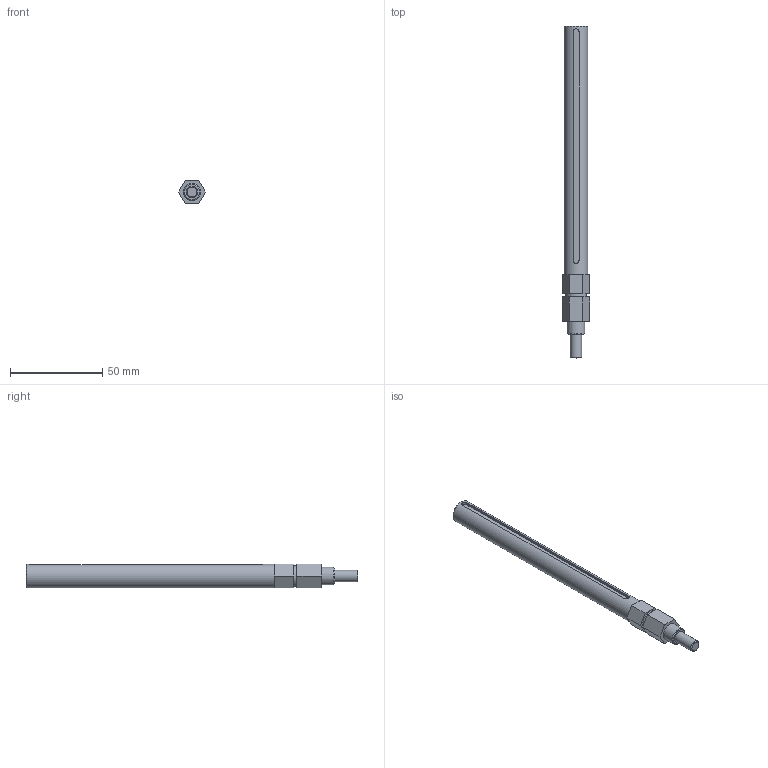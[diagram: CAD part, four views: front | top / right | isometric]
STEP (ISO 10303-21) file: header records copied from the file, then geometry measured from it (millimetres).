
FILE_DESCRIPTION( ( 'Unknown' ), '1' );
FILE_NAME( 'Toughbox_d28.stp', 'Unknown', ( 'Unknown' ), ( 'Unknown' ), 'XStep 1.0', 'Unknown', ' ' );
FILE_SCHEMA( ( 'CONFIG_CONTROL_DESIGN' ) );
Length unit declared in the file: millimetre
Products named in the file (1): 1
Bounding box: 14.66 x 179.83 x 12.7 mm (x, y, z)
Volume: 20399.6 mm3; surface area: 7870.8 mm2
Topology: 1 solids, 1 shells, 33 faces, 74 edges, 49 vertices
Faces by surface type: plane 22, cylinder 7, cone 4
Full cylindrical faces by diameter (mm): 4.976 x1, 6.325 x1, 9.5 x1, 11.176 x1, 12.675 x1
Entity records: 928 total; most frequent: CARTESIAN_POINT 191, DIRECTION 142, ORIENTED_EDGE 122, EDGE_CURVE 61, AXIS2_PLACEMENT_3D 49, EDGE_LOOP 48, VERTEX_POINT 46, LINE 44
